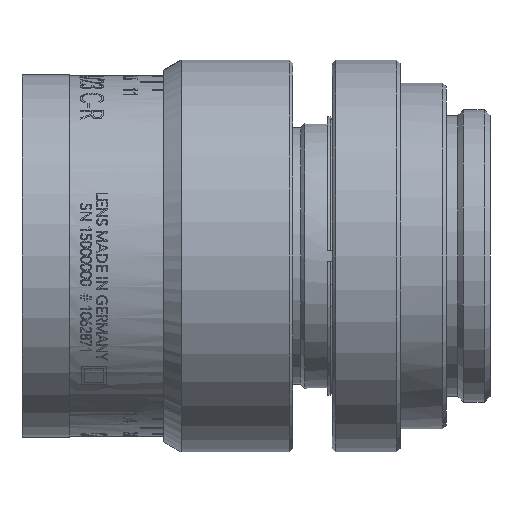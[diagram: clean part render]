
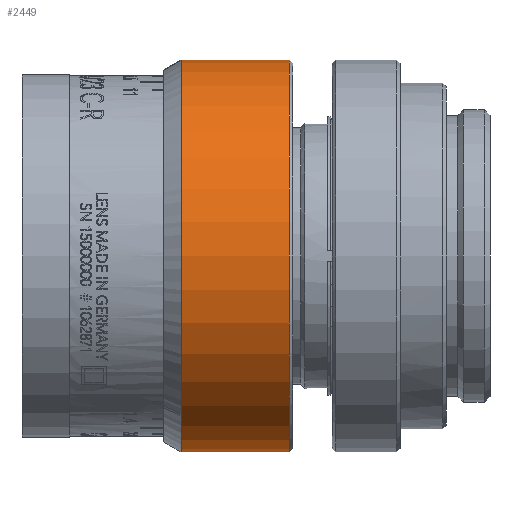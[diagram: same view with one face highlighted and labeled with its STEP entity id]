
A CAD part, front view. The second image highlights one B-rep face of the part: STEP entity #2449.
In plain terms, the highlighted cylindrical face has radius 17 mm (diameter 34 mm), a full revolution.
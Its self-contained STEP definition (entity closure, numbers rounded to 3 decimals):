
#260=B_SPLINE_CURVE_WITH_KNOTS('',3,(#14145,#14146,#14147,#14148,#14149,
#14150,#14151,#14152,#14153,#14154,#14155,#14156,#14157,#14158,#14159,#14160,
#14161,#14162,#14163,#14164,#14165,#14166,#14167,#14168,#14169,#14170,#14171,
#14172,#14173,#14174,#14175,#14176,#14177,#14178,#14179,#14180,#14181,#14182,
#14183,#14184,#14185,#14186,#14187,#14188,#14189,#14190,#14191,#14192,#14193,
#14194,#14195,#14196,#14197,#14198,#14199,#14200,#14201,#14202),
 .UNSPECIFIED.,.T.,.F.,(1,3,3,3,3,3,3,3,3,3,3,3,3,3,3,3,3,3,3,3,3,1),(-0.034,
0.,0.054,0.107,0.161,0.215,
0.268,0.322,0.376,0.429,
0.483,0.537,0.59,0.644,
0.698,0.751,0.805,0.859,
0.912,0.966,1.,1.054),.UNSPECIFIED.);
#2066=CYLINDRICAL_SURFACE('',#10368,17.);
#2449=ADVANCED_FACE('',(#3047,#3048,#3049),#2066,.T.);
#3047=FACE_BOUND('',#3535,.T.);
#3048=FACE_BOUND('',#3536,.T.);
#3049=FACE_BOUND('',#3537,.T.);
#3535=EDGE_LOOP('',(#4868));
#3536=EDGE_LOOP('',(#4869));
#3537=EDGE_LOOP('',(#4870));
#4868=ORIENTED_EDGE('',*,*,#8730,.T.);
#4869=ORIENTED_EDGE('',*,*,#8359,.T.);
#4870=ORIENTED_EDGE('',*,*,#8731,.F.);
#7067=VERTEX_POINT('',#12738);
#7311=VERTEX_POINT('',#14203);
#7312=VERTEX_POINT('',#14205);
#8359=EDGE_CURVE('',#7067,#7067,#9853,.T.);
#8730=EDGE_CURVE('',#7311,#7311,#260,.T.);
#8731=EDGE_CURVE('',#7312,#7312,#9940,.T.);
#9853=CIRCLE('',#10147,17.);
#9940=CIRCLE('',#10367,17.);
#10147=AXIS2_PLACEMENT_3D('',#12737,#10960,#10961);
#10367=AXIS2_PLACEMENT_3D('',#14204,#11583,#11584);
#10368=AXIS2_PLACEMENT_3D('',#14206,#11585,#11586);
#10960=DIRECTION('',(-1.,0.,0.));
#10961=DIRECTION('',(0.,0.,1.));
#11583=DIRECTION('',(-1.,0.,0.));
#11584=DIRECTION('',(0.,0.,-1.));
#11585=DIRECTION('',(-1.,0.,0.));
#11586=DIRECTION('',(0.,0.,1.));
#12737=CARTESIAN_POINT('',(-31.136,0.,0.));
#12738=CARTESIAN_POINT('',(-31.136,0.,17.));
#14145=CARTESIAN_POINT('',(-37.036,17.,0.));
#14146=CARTESIAN_POINT('',(-37.036,17.,0.112));
#14147=CARTESIAN_POINT('',(-37.055,16.999,0.225));
#14148=CARTESIAN_POINT('',(-37.092,16.997,0.331));
#14149=CARTESIAN_POINT('',(-37.129,16.995,0.436));
#14150=CARTESIAN_POINT('',(-37.184,16.992,0.537));
#14151=CARTESIAN_POINT('',(-37.254,16.989,0.624));
#14152=CARTESIAN_POINT('',(-37.324,16.985,0.712));
#14153=CARTESIAN_POINT('',(-37.41,16.982,0.788));
#14154=CARTESIAN_POINT('',(-37.505,16.979,0.847));
#14155=CARTESIAN_POINT('',(-37.6,16.976,0.907));
#14156=CARTESIAN_POINT('',(-37.706,16.973,0.951));
#14157=CARTESIAN_POINT('',(-37.815,16.972,0.975));
#14158=CARTESIAN_POINT('',(-37.925,16.971,1.));
#14159=CARTESIAN_POINT('',(-38.039,16.97,1.006));
#14160=CARTESIAN_POINT('',(-38.151,16.971,0.993));
#14161=CARTESIAN_POINT('',(-38.262,16.972,0.981));
#14162=CARTESIAN_POINT('',(-38.372,16.974,0.948));
#14163=CARTESIAN_POINT('',(-38.472,16.976,0.9));
#14164=CARTESIAN_POINT('',(-38.573,16.979,0.851));
#14165=CARTESIAN_POINT('',(-38.666,16.982,0.784));
#14166=CARTESIAN_POINT('',(-38.745,16.985,0.705));
#14167=CARTESIAN_POINT('',(-38.824,16.989,0.625));
#14168=CARTESIAN_POINT('',(-38.89,16.992,0.531));
#14169=CARTESIAN_POINT('',(-38.938,16.995,0.43));
#14170=CARTESIAN_POINT('',(-38.987,16.997,0.329));
#14171=CARTESIAN_POINT('',(-39.018,16.999,0.218));
#14172=CARTESIAN_POINT('',(-39.03,17.,0.107));
#14173=CARTESIAN_POINT('',(-39.042,17.,-0.004));
#14174=CARTESIAN_POINT('',(-39.035,17.,-0.119));
#14175=CARTESIAN_POINT('',(-39.009,16.998,-0.228));
#14176=CARTESIAN_POINT('',(-38.984,16.997,-0.337));
#14177=CARTESIAN_POINT('',(-38.939,16.994,-0.443));
#14178=CARTESIAN_POINT('',(-38.879,16.992,-0.537));
#14179=CARTESIAN_POINT('',(-38.819,16.989,-0.631));
#14180=CARTESIAN_POINT('',(-38.742,16.985,-0.717));
#14181=CARTESIAN_POINT('',(-38.654,16.982,-0.786));
#14182=CARTESIAN_POINT('',(-38.566,16.979,-0.855));
#14183=CARTESIAN_POINT('',(-38.465,16.976,-0.91));
#14184=CARTESIAN_POINT('',(-38.359,16.974,-0.946));
#14185=CARTESIAN_POINT('',(-38.253,16.972,-0.982));
#14186=CARTESIAN_POINT('',(-38.139,16.971,-1.001));
#14187=CARTESIAN_POINT('',(-38.028,16.971,-1.));
#14188=CARTESIAN_POINT('',(-37.916,16.971,-0.999));
#14189=CARTESIAN_POINT('',(-37.803,16.972,-0.979));
#14190=CARTESIAN_POINT('',(-37.697,16.974,-0.941));
#14191=CARTESIAN_POINT('',(-37.592,16.976,-0.903));
#14192=CARTESIAN_POINT('',(-37.492,16.979,-0.847));
#14193=CARTESIAN_POINT('',(-37.405,16.982,-0.776));
#14194=CARTESIAN_POINT('',(-37.319,16.985,-0.706));
#14195=CARTESIAN_POINT('',(-37.243,16.989,-0.62));
#14196=CARTESIAN_POINT('',(-37.184,16.992,-0.524));
#14197=CARTESIAN_POINT('',(-37.125,16.995,-0.429));
#14198=CARTESIAN_POINT('',(-37.082,16.997,-0.322));
#14199=CARTESIAN_POINT('',(-37.058,16.999,-0.213));
#14200=CARTESIAN_POINT('',(-37.043,17.,-0.143));
#14201=CARTESIAN_POINT('',(-37.036,17.,-0.071));
#14202=CARTESIAN_POINT('',(-37.036,17.,0.));
#14203=CARTESIAN_POINT('',(-37.036,17.,0.));
#14204=CARTESIAN_POINT('',(-40.536,0.,0.));
#14205=CARTESIAN_POINT('',(-40.536,0.,-17.));
#14206=CARTESIAN_POINT('',(0.,0.,0.));
